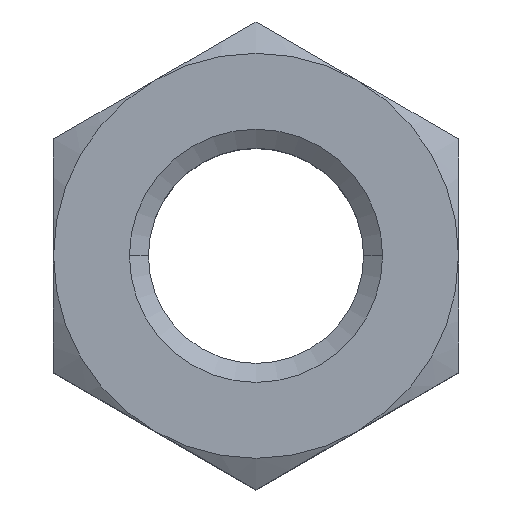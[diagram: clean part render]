
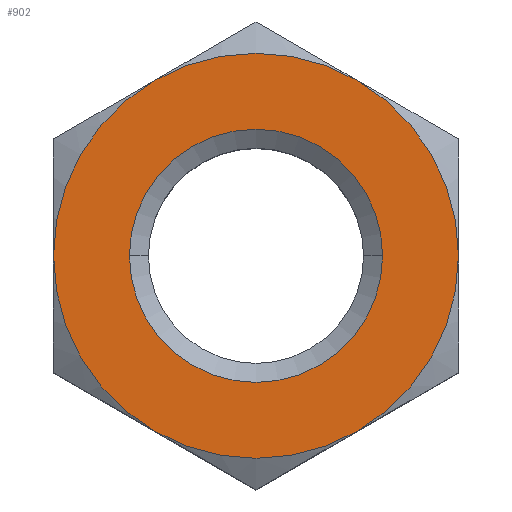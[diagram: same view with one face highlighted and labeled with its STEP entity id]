
A CAD part, top view. The second image highlights one B-rep face of the part: STEP entity #902.
In plain terms, the highlighted planar face has unit normal (0, 0, 1).
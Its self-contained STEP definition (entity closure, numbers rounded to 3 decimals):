
#17 = DIRECTION ( 'NONE',  ( 0., 0., -1. ) ) ;
#24 = DIRECTION ( 'NONE',  ( -1., 0., 0. ) ) ;
#34 = AXIS2_PLACEMENT_3D ( 'NONE', #139, #554, #688 ) ;
#41 = ORIENTED_EDGE ( 'NONE', *, *, #498, .T. ) ;
#51 = AXIS2_PLACEMENT_3D ( 'NONE', #522, #367, #718 ) ;
#70 = EDGE_CURVE ( 'NONE', #218, #418, #526, .T. ) ;
#87 = CARTESIAN_POINT ( 'NONE',  ( 0., 0., 0. ) ) ;
#122 = EDGE_CURVE ( 'NONE', #682, #841, #578, .T. ) ;
#139 = CARTESIAN_POINT ( 'NONE',  ( 0., 0., 0. ) ) ;
#141 = DIRECTION ( 'NONE',  ( 0., 0., 1. ) ) ;
#148 = AXIS2_PLACEMENT_3D ( 'NONE', #253, #674, #753 ) ;
#150 = CIRCLE ( 'NONE', #34, 5. ) ;
#157 = CARTESIAN_POINT ( 'NONE',  ( -4., -6.928, 0. ) ) ;
#160 = CIRCLE ( 'NONE', #380, 8. ) ;
#165 = EDGE_CURVE ( 'NONE', #418, #269, #827, .T. ) ;
#180 = CARTESIAN_POINT ( 'NONE',  ( 0., 0., 0. ) ) ;
#200 = CARTESIAN_POINT ( 'NONE',  ( -4., 6.928, 0. ) ) ;
#218 = VERTEX_POINT ( 'NONE', #491 ) ;
#223 = CIRCLE ( 'NONE', #890, 8. ) ;
#230 = CARTESIAN_POINT ( 'NONE',  ( 0., 9.238, 0. ) ) ;
#231 = DIRECTION ( 'NONE',  ( 0., 0., 1. ) ) ;
#245 = ORIENTED_EDGE ( 'NONE', *, *, #829, .T. ) ;
#253 = CARTESIAN_POINT ( 'NONE',  ( 0., 0., 0. ) ) ;
#269 = VERTEX_POINT ( 'NONE', #200 ) ;
#274 = DIRECTION ( 'NONE',  ( -1., 0., 0. ) ) ;
#282 = AXIS2_PLACEMENT_3D ( 'NONE', #616, #756, #325 ) ;
#294 = CARTESIAN_POINT ( 'NONE',  ( 4., -6.928, 0. ) ) ;
#325 = DIRECTION ( 'NONE',  ( 1., 0., 0. ) ) ;
#333 = ORIENTED_EDGE ( 'NONE', *, *, #728, .T. ) ;
#353 = CARTESIAN_POINT ( 'NONE',  ( 4., 6.928, 0. ) ) ;
#357 = ORIENTED_EDGE ( 'NONE', *, *, #782, .F. ) ;
#363 = PLANE ( 'NONE',  #814 ) ;
#367 = DIRECTION ( 'NONE',  ( 0., 0., 1. ) ) ;
#380 = AXIS2_PLACEMENT_3D ( 'NONE', #551, #141, #274 ) ;
#417 = CARTESIAN_POINT ( 'NONE',  ( -8., 0., 0. ) ) ;
#418 = VERTEX_POINT ( 'NONE', #353 ) ;
#428 = EDGE_LOOP ( 'NONE', ( #357, #662 ) ) ;
#451 = EDGE_CURVE ( 'NONE', #723, #895, #731, .T. ) ;
#464 = CARTESIAN_POINT ( 'NONE',  ( -5., 0., 0. ) ) ;
#491 = CARTESIAN_POINT ( 'NONE',  ( 8., 0., 0. ) ) ;
#498 = EDGE_CURVE ( 'NONE', #895, #559, #770, .T. ) ;
#509 = AXIS2_PLACEMENT_3D ( 'NONE', #87, #231, #796 ) ;
#513 = FACE_OUTER_BOUND ( 'NONE', #862, .T. ) ;
#522 = CARTESIAN_POINT ( 'NONE',  ( 0., 0., 0. ) ) ;
#526 = CIRCLE ( 'NONE', #148, 8. ) ;
#532 = DIRECTION ( 'NONE',  ( -1., 0., 0. ) ) ;
#551 = CARTESIAN_POINT ( 'NONE',  ( 0., 0., 0. ) ) ;
#554 = DIRECTION ( 'NONE',  ( 0., 0., 1. ) ) ;
#559 = VERTEX_POINT ( 'NONE', #294 ) ;
#564 = AXIS2_PLACEMENT_3D ( 'NONE', #180, #889, #532 ) ;
#578 = CIRCLE ( 'NONE', #282, 5. ) ;
#580 = ORIENTED_EDGE ( 'NONE', *, *, #165, .T. ) ;
#613 = FACE_BOUND ( 'NONE', #428, .T. ) ;
#616 = CARTESIAN_POINT ( 'NONE',  ( 0., 0., 0. ) ) ;
#662 = ORIENTED_EDGE ( 'NONE', *, *, #122, .F. ) ;
#674 = DIRECTION ( 'NONE',  ( 0., 0., 1. ) ) ;
#682 = VERTEX_POINT ( 'NONE', #464 ) ;
#688 = DIRECTION ( 'NONE',  ( 1., 0., 0. ) ) ;
#717 = DIRECTION ( 'NONE',  ( -1., 0., 0. ) ) ;
#718 = DIRECTION ( 'NONE',  ( -1., 0., 0. ) ) ;
#723 = VERTEX_POINT ( 'NONE', #417 ) ;
#728 = EDGE_CURVE ( 'NONE', #559, #218, #160, .T. ) ;
#729 = CARTESIAN_POINT ( 'NONE',  ( 0., 0., 0. ) ) ;
#731 = CIRCLE ( 'NONE', #51, 8. ) ;
#753 = DIRECTION ( 'NONE',  ( 1., 0., 0. ) ) ;
#756 = DIRECTION ( 'NONE',  ( 0., 0., 1. ) ) ;
#770 = CIRCLE ( 'NONE', #509, 8. ) ;
#782 = EDGE_CURVE ( 'NONE', #841, #682, #150, .T. ) ;
#796 = DIRECTION ( 'NONE',  ( -1., 0., 0. ) ) ;
#805 = ORIENTED_EDGE ( 'NONE', *, *, #451, .T. ) ;
#814 = AXIS2_PLACEMENT_3D ( 'NONE', #230, #17, #717 ) ;
#827 = CIRCLE ( 'NONE', #564, 8. ) ;
#829 = EDGE_CURVE ( 'NONE', #269, #723, #223, .T. ) ;
#832 = ORIENTED_EDGE ( 'NONE', *, *, #70, .T. ) ;
#841 = VERTEX_POINT ( 'NONE', #876 ) ;
#862 = EDGE_LOOP ( 'NONE', ( #245, #805, #41, #333, #832, #580 ) ) ;
#868 = DIRECTION ( 'NONE',  ( 0., 0., 1. ) ) ;
#876 = CARTESIAN_POINT ( 'NONE',  ( 5., 0., 0. ) ) ;
#889 = DIRECTION ( 'NONE',  ( 0., 0., 1. ) ) ;
#890 = AXIS2_PLACEMENT_3D ( 'NONE', #729, #868, #24 ) ;
#895 = VERTEX_POINT ( 'NONE', #157 ) ;
#902 = ADVANCED_FACE ( 'NONE', ( #613, #513 ), #363, .F. ) ;
